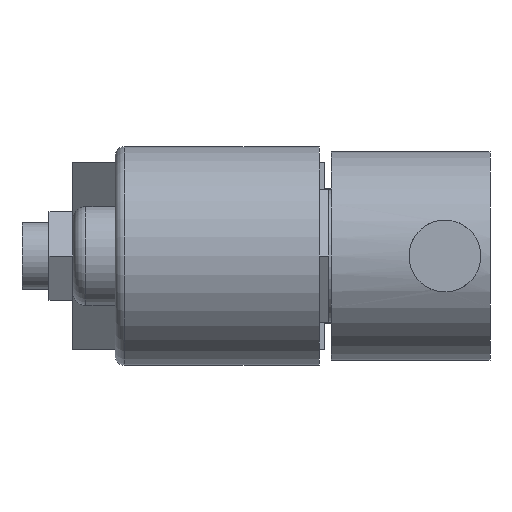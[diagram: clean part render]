
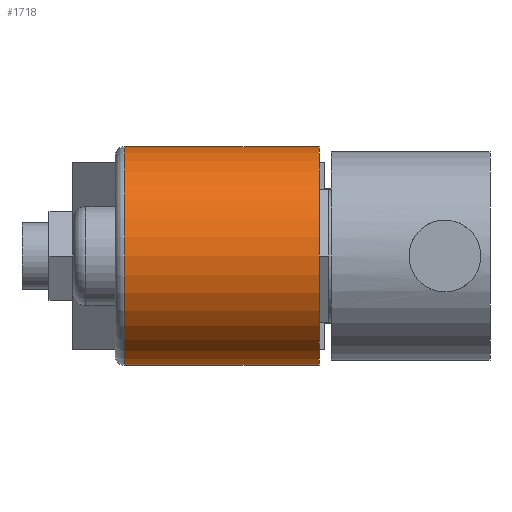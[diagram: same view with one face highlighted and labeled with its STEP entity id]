
A CAD part, left-side view. The second image highlights one B-rep face of the part: STEP entity #1718.
In plain terms, the highlighted cylindrical face has radius 21 mm (diameter 42 mm), a partial arc.
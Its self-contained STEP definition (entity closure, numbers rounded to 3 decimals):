
#22 = EDGE_CURVE ( 'NONE', #1140, #2341, #1036, .T. ) ;
#48 = DIRECTION ( 'NONE',  ( 0., -1., 0. ) ) ;
#50 = VERTEX_POINT ( 'NONE', #1014 ) ;
#51 = CARTESIAN_POINT ( 'NONE',  ( 0., 46.82, -21. ) ) ;
#79 = DIRECTION ( 'NONE',  ( 0., 0., 1. ) ) ;
#104 = CARTESIAN_POINT ( 'NONE',  ( 0., 9.42, 21. ) ) ;
#108 = CARTESIAN_POINT ( 'NONE',  ( 0., 48.62, -21. ) ) ;
#392 = EDGE_CURVE ( 'NONE', #1140, #2846, #2532, .T. ) ;
#552 = AXIS2_PLACEMENT_3D ( 'NONE', #1251, #1206, #79 ) ;
#628 = ORIENTED_EDGE ( 'NONE', *, *, #22, .T. ) ;
#674 = ORIENTED_EDGE ( 'NONE', *, *, #1691, .T. ) ;
#683 = CIRCLE ( 'NONE', #552, 21. ) ;
#759 = DIRECTION ( 'NONE',  ( 0., -1., 0. ) ) ;
#802 = ORIENTED_EDGE ( 'NONE', *, *, #392, .F. ) ;
#832 = VECTOR ( 'NONE', #1009, 1000. ) ;
#974 = ORIENTED_EDGE ( 'NONE', *, *, #1579, .T. ) ;
#1009 = DIRECTION ( 'NONE',  ( 0., -1., 0. ) ) ;
#1014 = CARTESIAN_POINT ( 'NONE',  ( 0., 9.42, -21. ) ) ;
#1036 = CIRCLE ( 'NONE', #1637, 21. ) ;
#1075 = CARTESIAN_POINT ( 'NONE',  ( 0., 46.82, 21. ) ) ;
#1140 = VERTEX_POINT ( 'NONE', #1075 ) ;
#1174 = DIRECTION ( 'NONE',  ( 0., 0., 1. ) ) ;
#1206 = DIRECTION ( 'NONE',  ( 0., 1., 0. ) ) ;
#1251 = CARTESIAN_POINT ( 'NONE',  ( 0., 9.42, 0. ) ) ;
#1411 = FACE_OUTER_BOUND ( 'NONE', #1799, .T. ) ;
#1412 = CARTESIAN_POINT ( 'NONE',  ( 0., 46.82, 0. ) ) ;
#1554 = VECTOR ( 'NONE', #2787, 1000. ) ;
#1579 = EDGE_CURVE ( 'NONE', #2341, #50, #2083, .T. ) ;
#1637 = AXIS2_PLACEMENT_3D ( 'NONE', #1412, #48, #1174 ) ;
#1679 = AXIS2_PLACEMENT_3D ( 'NONE', #1863, #759, #2115 ) ;
#1691 = EDGE_CURVE ( 'NONE', #50, #2846, #683, .T. ) ;
#1718 = ADVANCED_FACE ( 'NONE', ( #1411 ), #2318, .T. ) ;
#1799 = EDGE_LOOP ( 'NONE', ( #802, #628, #974, #674 ) ) ;
#1863 = CARTESIAN_POINT ( 'NONE',  ( 0., 48.62, 0. ) ) ;
#2083 = LINE ( 'NONE', #108, #832 ) ;
#2115 = DIRECTION ( 'NONE',  ( 0., 0., -1. ) ) ;
#2318 = CYLINDRICAL_SURFACE ( 'NONE', #1679, 21. ) ;
#2341 = VERTEX_POINT ( 'NONE', #51 ) ;
#2513 = CARTESIAN_POINT ( 'NONE',  ( 0., 48.62, 21. ) ) ;
#2532 = LINE ( 'NONE', #2513, #1554 ) ;
#2787 = DIRECTION ( 'NONE',  ( 0., -1., 0. ) ) ;
#2846 = VERTEX_POINT ( 'NONE', #104 ) ;
